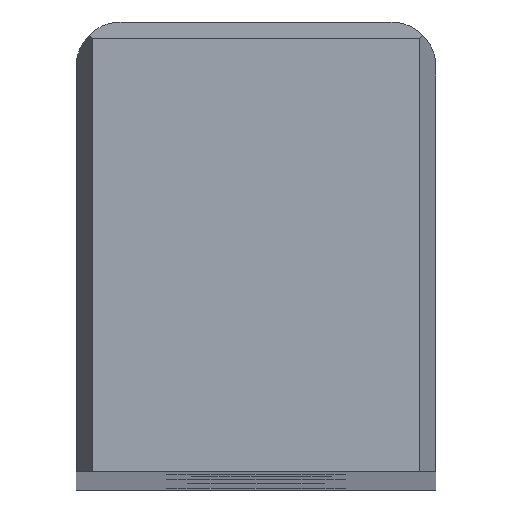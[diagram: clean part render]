
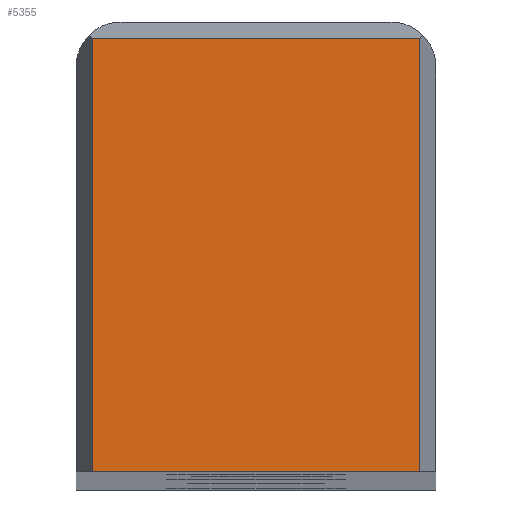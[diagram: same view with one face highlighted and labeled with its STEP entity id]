
A CAD part, top view. The second image highlights one B-rep face of the part: STEP entity #5355.
In plain terms, the highlighted planar face has unit normal (0, 0, 1).
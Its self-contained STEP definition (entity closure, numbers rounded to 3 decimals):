
#70 = DIRECTION ( 'NONE',  ( 0., 0., -1. ) ) ;
#530 = VERTEX_POINT ( 'NONE', #6496 ) ;
#841 = FACE_OUTER_BOUND ( 'NONE', #2537, .T. ) ;
#958 = LINE ( 'NONE', #4154, #9679 ) ;
#1155 = DIRECTION ( 'NONE',  ( 0., 1., 0. ) ) ;
#1329 = VERTEX_POINT ( 'NONE', #7395 ) ;
#1636 = LINE ( 'NONE', #4846, #2787 ) ;
#2124 = VERTEX_POINT ( 'NONE', #8598 ) ;
#2371 = CARTESIAN_POINT ( 'NONE',  ( -8., 2.682, 810. ) ) ;
#2537 = EDGE_LOOP ( 'NONE', ( #7622, #4825, #6758, #5296 ) ) ;
#2787 = VECTOR ( 'NONE', #8059, 1000. ) ;
#2809 = VERTEX_POINT ( 'NONE', #6682 ) ;
#2916 = EDGE_CURVE ( 'NONE', #530, #2124, #5149, .T. ) ;
#3252 = DIRECTION ( 'NONE',  ( -1., 0., 0. ) ) ;
#4033 = PLANE ( 'NONE',  #10355 ) ;
#4117 = VECTOR ( 'NONE', #5580, 1000. ) ;
#4154 = CARTESIAN_POINT ( 'NONE',  ( -7.272, -16.59, 810. ) ) ;
#4825 = ORIENTED_EDGE ( 'NONE', *, *, #2916, .T. ) ;
#4846 = CARTESIAN_POINT ( 'NONE',  ( -8.75, -16.59, 810. ) ) ;
#5149 = LINE ( 'NONE', #8362, #9036 ) ;
#5296 = ORIENTED_EDGE ( 'NONE', *, *, #6503, .T. ) ;
#5355 = ADVANCED_FACE ( 'NONE', ( #841 ), #4033, .F. ) ;
#5580 = DIRECTION ( 'NONE',  ( -1., 0., 0. ) ) ;
#6496 = CARTESIAN_POINT ( 'NONE',  ( 7.272, -16.59, 810. ) ) ;
#6503 = EDGE_CURVE ( 'NONE', #2809, #1329, #958, .T. ) ;
#6682 = CARTESIAN_POINT ( 'NONE',  ( -7.272, 2.682, 810. ) ) ;
#6758 = ORIENTED_EDGE ( 'NONE', *, *, #7419, .T. ) ;
#7260 = CARTESIAN_POINT ( 'NONE',  ( 0., 0., 810. ) ) ;
#7382 = DIRECTION ( 'NONE',  ( 0., -1., 0. ) ) ;
#7395 = CARTESIAN_POINT ( 'NONE',  ( -7.272, -16.59, 810. ) ) ;
#7419 = EDGE_CURVE ( 'NONE', #2124, #2809, #9589, .T. ) ;
#7494 = EDGE_CURVE ( 'NONE', #1329, #530, #1636, .T. ) ;
#7622 = ORIENTED_EDGE ( 'NONE', *, *, #7494, .T. ) ;
#8059 = DIRECTION ( 'NONE',  ( 1., 0., 0. ) ) ;
#8362 = CARTESIAN_POINT ( 'NONE',  ( 7.272, 3.41, 810. ) ) ;
#8598 = CARTESIAN_POINT ( 'NONE',  ( 7.272, 2.682, 810. ) ) ;
#9036 = VECTOR ( 'NONE', #1155, 1000. ) ;
#9589 = LINE ( 'NONE', #2371, #4117 ) ;
#9679 = VECTOR ( 'NONE', #7382, 1000. ) ;
#10355 = AXIS2_PLACEMENT_3D ( 'NONE', #7260, #70, #3252 ) ;
